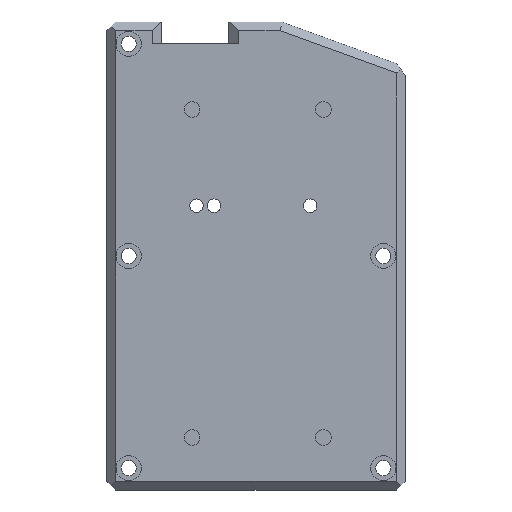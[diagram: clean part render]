
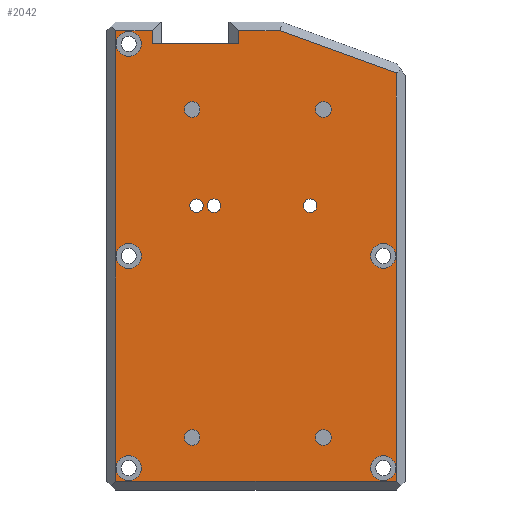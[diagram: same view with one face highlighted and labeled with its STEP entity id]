
A CAD part, top view. The second image highlights one B-rep face of the part: STEP entity #2042.
In plain terms, the highlighted planar face has unit normal (0, 0, 1).
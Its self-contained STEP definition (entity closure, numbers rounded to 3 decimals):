
#163=LINE('',#3349,#364);
#172=LINE('',#3366,#373);
#179=LINE('',#3379,#380);
#183=LINE('',#3387,#384);
#184=LINE('',#3389,#385);
#185=LINE('',#3391,#386);
#186=LINE('',#3393,#387);
#187=LINE('',#3395,#388);
#188=LINE('',#3396,#389);
#364=VECTOR('',#2763,10.);
#373=VECTOR('',#2778,10.);
#380=VECTOR('',#2789,10.);
#384=VECTOR('',#2795,10.);
#385=VECTOR('',#2796,10.);
#386=VECTOR('',#2797,10.);
#387=VECTOR('',#2798,10.);
#388=VECTOR('',#2799,10.);
#389=VECTOR('',#2800,10.);
#481=FACE_BOUND('',#729,.T.);
#482=FACE_BOUND('',#730,.T.);
#483=FACE_BOUND('',#731,.T.);
#484=FACE_BOUND('',#732,.T.);
#485=FACE_BOUND('',#733,.T.);
#486=FACE_BOUND('',#734,.T.);
#487=FACE_BOUND('',#735,.T.);
#488=FACE_BOUND('',#736,.T.);
#489=FACE_BOUND('',#737,.T.);
#490=FACE_BOUND('',#738,.T.);
#491=FACE_BOUND('',#739,.T.);
#492=FACE_BOUND('',#740,.T.);
#588=FACE_OUTER_BOUND('',#728,.T.);
#728=EDGE_LOOP('',(#1760,#1761,#1762,#1763,#1764,#1765,#1766,#1767,#1768));
#729=EDGE_LOOP('',(#1769));
#730=EDGE_LOOP('',(#1770));
#731=EDGE_LOOP('',(#1771));
#732=EDGE_LOOP('',(#1772));
#733=EDGE_LOOP('',(#1773));
#734=EDGE_LOOP('',(#1774));
#735=EDGE_LOOP('',(#1775));
#736=EDGE_LOOP('',(#1776));
#737=EDGE_LOOP('',(#1777));
#738=EDGE_LOOP('',(#1778));
#739=EDGE_LOOP('',(#1779));
#740=EDGE_LOOP('',(#1780));
#770=CIRCLE('',#2093,1.8);
#772=CIRCLE('',#2097,1.8);
#774=CIRCLE('',#2101,1.8);
#776=CIRCLE('',#2105,1.8);
#786=CIRCLE('',#2125,2.86);
#789=CIRCLE('',#2130,2.86);
#792=CIRCLE('',#2135,2.85);
#795=CIRCLE('',#2140,2.86);
#798=CIRCLE('',#2145,2.86);
#813=CIRCLE('',#2181,1.55);
#814=CIRCLE('',#2183,1.55);
#815=CIRCLE('',#2185,1.55);
#850=VERTEX_POINT('',#2896);
#852=VERTEX_POINT('',#2903);
#854=VERTEX_POINT('',#2910);
#856=VERTEX_POINT('',#2917);
#866=VERTEX_POINT('',#2952);
#869=VERTEX_POINT('',#2961);
#872=VERTEX_POINT('',#2970);
#875=VERTEX_POINT('',#2979);
#878=VERTEX_POINT('',#2988);
#915=VERTEX_POINT('',#3102);
#916=VERTEX_POINT('',#3106);
#917=VERTEX_POINT('',#3110);
#1001=VERTEX_POINT('',#3346);
#1002=VERTEX_POINT('',#3348);
#1007=VERTEX_POINT('',#3365);
#1011=VERTEX_POINT('',#3378);
#1014=VERTEX_POINT('',#3386);
#1015=VERTEX_POINT('',#3388);
#1016=VERTEX_POINT('',#3390);
#1017=VERTEX_POINT('',#3392);
#1018=VERTEX_POINT('',#3394);
#1039=EDGE_CURVE('',#850,#850,#770,.T.);
#1042=EDGE_CURVE('',#852,#852,#772,.T.);
#1045=EDGE_CURVE('',#854,#854,#774,.T.);
#1048=EDGE_CURVE('',#856,#856,#776,.T.);
#1063=EDGE_CURVE('',#866,#866,#786,.T.);
#1067=EDGE_CURVE('',#869,#869,#789,.T.);
#1071=EDGE_CURVE('',#872,#872,#792,.T.);
#1075=EDGE_CURVE('',#875,#875,#795,.T.);
#1079=EDGE_CURVE('',#878,#878,#798,.T.);
#1135=EDGE_CURVE('',#915,#915,#813,.T.);
#1137=EDGE_CURVE('',#916,#916,#814,.T.);
#1139=EDGE_CURVE('',#917,#917,#815,.T.);
#1256=EDGE_CURVE('',#1001,#1002,#163,.T.);
#1265=EDGE_CURVE('',#1002,#1007,#172,.T.);
#1272=EDGE_CURVE('',#1007,#1011,#179,.T.);
#1276=EDGE_CURVE('',#1014,#1001,#183,.T.);
#1277=EDGE_CURVE('',#1015,#1014,#184,.T.);
#1278=EDGE_CURVE('',#1016,#1015,#185,.T.);
#1279=EDGE_CURVE('',#1017,#1016,#186,.T.);
#1280=EDGE_CURVE('',#1017,#1018,#187,.T.);
#1281=EDGE_CURVE('',#1011,#1018,#188,.T.);
#1760=ORIENTED_EDGE('',*,*,#1256,.F.);
#1761=ORIENTED_EDGE('',*,*,#1276,.F.);
#1762=ORIENTED_EDGE('',*,*,#1277,.F.);
#1763=ORIENTED_EDGE('',*,*,#1278,.F.);
#1764=ORIENTED_EDGE('',*,*,#1279,.F.);
#1765=ORIENTED_EDGE('',*,*,#1280,.T.);
#1766=ORIENTED_EDGE('',*,*,#1281,.F.);
#1767=ORIENTED_EDGE('',*,*,#1272,.F.);
#1768=ORIENTED_EDGE('',*,*,#1265,.F.);
#1769=ORIENTED_EDGE('',*,*,#1039,.T.);
#1770=ORIENTED_EDGE('',*,*,#1042,.T.);
#1771=ORIENTED_EDGE('',*,*,#1045,.T.);
#1772=ORIENTED_EDGE('',*,*,#1048,.T.);
#1773=ORIENTED_EDGE('',*,*,#1063,.T.);
#1774=ORIENTED_EDGE('',*,*,#1067,.T.);
#1775=ORIENTED_EDGE('',*,*,#1071,.T.);
#1776=ORIENTED_EDGE('',*,*,#1075,.T.);
#1777=ORIENTED_EDGE('',*,*,#1079,.T.);
#1778=ORIENTED_EDGE('',*,*,#1135,.T.);
#1779=ORIENTED_EDGE('',*,*,#1137,.T.);
#1780=ORIENTED_EDGE('',*,*,#1139,.T.);
#1931=PLANE('',#2252);
#2042=ADVANCED_FACE('',(#588,#481,#482,#483,#484,#485,#486,#487,#488,#489,
#490,#491,#492),#1931,.T.);
#2093=AXIS2_PLACEMENT_3D('',#2897,#2309,#2310);
#2097=AXIS2_PLACEMENT_3D('',#2904,#2318,#2319);
#2101=AXIS2_PLACEMENT_3D('',#2911,#2327,#2328);
#2105=AXIS2_PLACEMENT_3D('',#2918,#2336,#2337);
#2125=AXIS2_PLACEMENT_3D('',#2953,#2381,#2382);
#2130=AXIS2_PLACEMENT_3D('',#2962,#2392,#2393);
#2135=AXIS2_PLACEMENT_3D('',#2971,#2403,#2404);
#2140=AXIS2_PLACEMENT_3D('',#2980,#2414,#2415);
#2145=AXIS2_PLACEMENT_3D('',#2989,#2425,#2426);
#2181=AXIS2_PLACEMENT_3D('',#3103,#2538,#2539);
#2183=AXIS2_PLACEMENT_3D('',#3107,#2543,#2544);
#2185=AXIS2_PLACEMENT_3D('',#3111,#2548,#2549);
#2252=AXIS2_PLACEMENT_3D('',#3385,#2793,#2794);
#2309=DIRECTION('center_axis',(0.,0.,-1.));
#2310=DIRECTION('ref_axis',(-1.,0.,0.));
#2318=DIRECTION('center_axis',(0.,0.,-1.));
#2319=DIRECTION('ref_axis',(-1.,0.,0.));
#2327=DIRECTION('center_axis',(0.,0.,-1.));
#2328=DIRECTION('ref_axis',(-1.,0.,0.));
#2336=DIRECTION('center_axis',(0.,0.,-1.));
#2337=DIRECTION('ref_axis',(-1.,0.,0.));
#2381=DIRECTION('center_axis',(0.,0.,-1.));
#2382=DIRECTION('ref_axis',(-1.,0.,0.));
#2392=DIRECTION('center_axis',(0.,0.,-1.));
#2393=DIRECTION('ref_axis',(-1.,0.,0.));
#2403=DIRECTION('center_axis',(0.,0.,-1.));
#2404=DIRECTION('ref_axis',(-1.,0.,0.));
#2414=DIRECTION('center_axis',(0.,0.,-1.));
#2415=DIRECTION('ref_axis',(-1.,0.,0.));
#2425=DIRECTION('center_axis',(0.,0.,-1.));
#2426=DIRECTION('ref_axis',(-1.,0.,0.));
#2538=DIRECTION('center_axis',(0.,0.,-1.));
#2539=DIRECTION('ref_axis',(-1.,0.,0.));
#2543=DIRECTION('center_axis',(0.,0.,-1.));
#2544=DIRECTION('ref_axis',(-1.,0.,0.));
#2548=DIRECTION('center_axis',(0.,0.,-1.));
#2549=DIRECTION('ref_axis',(-1.,0.,0.));
#2763=DIRECTION('',(-1.,0.,0.));
#2778=DIRECTION('',(0.,1.,0.));
#2789=DIRECTION('',(1.,0.,0.));
#2793=DIRECTION('center_axis',(0.,0.,1.));
#2794=DIRECTION('ref_axis',(1.,0.,0.));
#2795=DIRECTION('',(0.,-1.,0.));
#2796=DIRECTION('',(0.94,-0.342,0.));
#2797=DIRECTION('',(1.,0.,0.));
#2798=DIRECTION('',(0.,1.,0.));
#2799=DIRECTION('',(-1.,0.,0.));
#2800=DIRECTION('',(0.,-1.,0.));
#2896=CARTESIAN_POINT('',(11.8,-45.,35.));
#2897=CARTESIAN_POINT('Origin',(10.,-45.,35.));
#2903=CARTESIAN_POINT('',(11.8,30.,35.));
#2904=CARTESIAN_POINT('Origin',(10.,30.,35.));
#2910=CARTESIAN_POINT('',(-18.2,-45.,35.));
#2911=CARTESIAN_POINT('Origin',(-20.,-45.,35.));
#2917=CARTESIAN_POINT('',(-18.2,30.,35.));
#2918=CARTESIAN_POINT('Origin',(-20.,30.,35.));
#2952=CARTESIAN_POINT('',(-31.628,45.,35.));
#2953=CARTESIAN_POINT('Origin',(-34.488,45.,35.));
#2961=CARTESIAN_POINT('',(-31.628,-3.5,35.));
#2962=CARTESIAN_POINT('Origin',(-34.488,-3.5,35.));
#2970=CARTESIAN_POINT('',(26.553,-3.5,35.));
#2971=CARTESIAN_POINT('Origin',(23.703,-3.5,35.));
#2979=CARTESIAN_POINT('',(-31.628,-52.,35.));
#2980=CARTESIAN_POINT('Origin',(-34.488,-52.,35.));
#2988=CARTESIAN_POINT('',(26.563,-52.,35.));
#2989=CARTESIAN_POINT('Origin',(23.703,-52.,35.));
#3102=CARTESIAN_POINT('',(8.55,8.,35.));
#3103=CARTESIAN_POINT('Origin',(7.,8.,35.));
#3106=CARTESIAN_POINT('',(-13.45,8.,35.));
#3107=CARTESIAN_POINT('Origin',(-15.,8.,35.));
#3110=CARTESIAN_POINT('',(-17.45,8.,35.));
#3111=CARTESIAN_POINT('Origin',(-19.,8.,35.));
#3346=CARTESIAN_POINT('',(26.703,-55.,35.));
#3348=CARTESIAN_POINT('',(-37.488,-55.,35.));
#3349=CARTESIAN_POINT('',(-22.44,-55.,35.));
#3365=CARTESIAN_POINT('',(-37.488,48.,35.));
#3366=CARTESIAN_POINT('',(-37.488,23.25,35.));
#3378=CARTESIAN_POINT('',(-29.093,48.,35.));
#3379=CARTESIAN_POINT('',(-2.44,48.,35.));
#3385=CARTESIAN_POINT('Origin',(-5.393,-3.5,35.));
#3386=CARTESIAN_POINT('',(26.703,38.339,35.));
#3387=CARTESIAN_POINT('',(26.703,-30.25,35.));
#3388=CARTESIAN_POINT('',(0.159,48.,35.));
#3389=CARTESIAN_POINT('',(19.914,40.81,35.));
#3390=CARTESIAN_POINT('',(-9.401,48.,35.));
#3391=CARTESIAN_POINT('',(-2.44,48.,35.));
#3392=CARTESIAN_POINT('',(-9.401,45.,35.));
#3393=CARTESIAN_POINT('',(-9.401,23.25,35.));
#3394=CARTESIAN_POINT('',(-29.093,45.,35.));
#3395=CARTESIAN_POINT('',(-12.32,45.,35.));
#3396=CARTESIAN_POINT('',(-29.093,23.25,35.));
